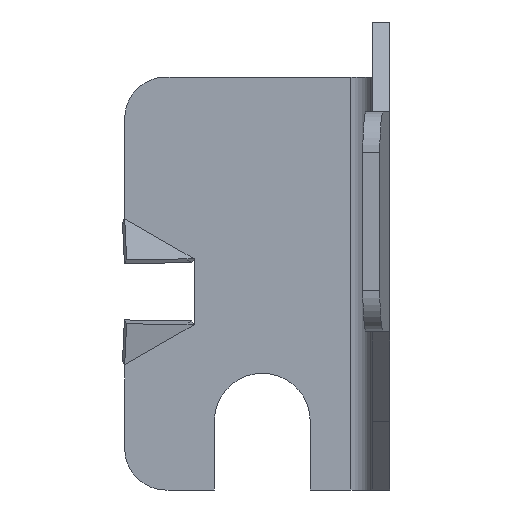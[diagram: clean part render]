
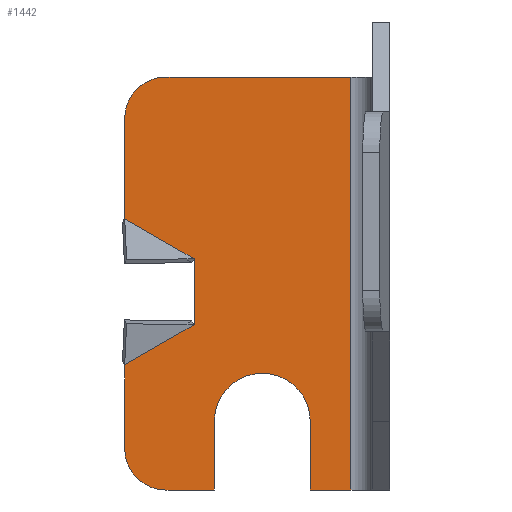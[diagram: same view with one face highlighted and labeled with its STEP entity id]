
A CAD part, left-side view. The second image highlights one B-rep face of the part: STEP entity #1442.
In plain terms, the highlighted planar face has unit normal (-1, 0, 0).
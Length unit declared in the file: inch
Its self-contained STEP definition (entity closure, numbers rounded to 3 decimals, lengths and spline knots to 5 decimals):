
#75 = DIRECTION ( 'NONE',  ( 0., 0., -1. ) ) ;
#76 = DIRECTION ( 'NONE',  ( -1., 0., 0. ) ) ;
#77 = CARTESIAN_POINT ( 'NONE',  ( 0., 0.375, 0.675 ) ) ;
#78 = AXIS2_PLACEMENT_3D ( 'NONE', #77, #76, #75 ) ;
#79 = CIRCLE ( 'NONE', #78, 0.075 ) ;
#290 = DIRECTION ( 'NONE',  ( 0., 0.866, -0.5 ) ) ;
#291 = VECTOR ( 'NONE', #290, 39.37008 ) ;
#292 = CARTESIAN_POINT ( 'NONE',  ( 0., 0.45, 0.22728 ) ) ;
#293 = LINE ( 'NONE', #292, #291 ) ;
#299 = DIRECTION ( 'NONE',  ( 0., -0.866, -0.5 ) ) ;
#300 = VECTOR ( 'NONE', #299, 39.37008 ) ;
#301 = CARTESIAN_POINT ( 'NONE',  ( 0., 0.45, 0.49272 ) ) ;
#302 = LINE ( 'NONE', #301, #300 ) ;
#303 = CARTESIAN_POINT ( 'NONE',  ( 0., 0.32404, 0.42 ) ) ;
#304 = DIRECTION ( 'NONE',  ( 0., 0., -1. ) ) ;
#305 = VECTOR ( 'NONE', #304, 39.37008 ) ;
#306 = CARTESIAN_POINT ( 'NONE',  ( 0., 0.32404, 0.42 ) ) ;
#307 = LINE ( 'NONE', #306, #305 ) ;
#308 = CARTESIAN_POINT ( 'NONE',  ( 0., 0.32404, 0.3 ) ) ;
#319 = CARTESIAN_POINT ( 'NONE',  ( 0., 0.45, 0.49272 ) ) ;
#366 = DIRECTION ( 'NONE',  ( 0., 0., -1. ) ) ;
#367 = DIRECTION ( 'NONE',  ( 1., 0., 0. ) ) ;
#368 = CARTESIAN_POINT ( 'NONE',  ( 0., 0.039, 0.85 ) ) ;
#369 = AXIS2_PLACEMENT_3D ( 'NONE', #368, #367, #366 ) ;
#370 = PLANE ( 'NONE',  #369 ) ;
#371 = FACE_OUTER_BOUND ( 'NONE', #1437, .T. ) ;
#376 = DIRECTION ( 'NONE',  ( 0., 0., -1. ) ) ;
#377 = VECTOR ( 'NONE', #376, 39.37008 ) ;
#378 = CARTESIAN_POINT ( 'NONE',  ( 0., 0.45, 0.85 ) ) ;
#379 = LINE ( 'NONE', #378, #377 ) ;
#380 = CARTESIAN_POINT ( 'NONE',  ( 0., 0.45, 0.675 ) ) ;
#425 = CARTESIAN_POINT ( 'NONE',  ( 0., 0.45, 0.075 ) ) ;
#458 = CARTESIAN_POINT ( 'NONE',  ( 0., 0.45, 0.22728 ) ) ;
#470 = DIRECTION ( 'NONE',  ( 0., 0., -1. ) ) ;
#471 = VECTOR ( 'NONE', #470, 39.37008 ) ;
#472 = CARTESIAN_POINT ( 'NONE',  ( 0., 0.45, 0.85 ) ) ;
#473 = LINE ( 'NONE', #472, #471 ) ;
#478 = CARTESIAN_POINT ( 'NONE',  ( 0., 0.039, 0. ) ) ;
#495 = CARTESIAN_POINT ( 'NONE',  ( 0., 0.113, 0. ) ) ;
#549 = DIRECTION ( 'NONE',  ( 0., -1., 0. ) ) ;
#550 = VECTOR ( 'NONE', #549, 39.37008 ) ;
#551 = CARTESIAN_POINT ( 'NONE',  ( 0., 0.039, 0. ) ) ;
#552 = LINE ( 'NONE', #551, #550 ) ;
#800 = ORIENTED_EDGE ( 'NONE', *, *, #863, .T. ) ;
#802 = EDGE_CURVE ( 'NONE', #1500, #864, #1366, .T. ) ;
#812 = EDGE_CURVE ( 'NONE', #862, #819, #1350, .T. ) ;
#813 = ORIENTED_EDGE ( 'NONE', *, *, #812, .T. ) ;
#815 = ORIENTED_EDGE ( 'NONE', *, *, #818, .T. ) ;
#818 = EDGE_CURVE ( 'NONE', #819, #820, #1344, .T. ) ;
#819 = VERTEX_POINT ( 'NONE', #1345 ) ;
#820 = VERTEX_POINT ( 'NONE', #1339 ) ;
#823 = EDGE_CURVE ( 'NONE', #820, #1530, #1403, .T. ) ;
#830 = ORIENTED_EDGE ( 'NONE', *, *, #823, .T. ) ;
#862 = VERTEX_POINT ( 'NONE', #1666 ) ;
#863 = EDGE_CURVE ( 'NONE', #864, #862, #1722, .T. ) ;
#864 = VERTEX_POINT ( 'NONE', #1718 ) ;
#938 = VERTEX_POINT ( 'NONE', #1845 ) ;
#939 = EDGE_CURVE ( 'NONE', #975, #938, #1844, .T. ) ;
#972 = ORIENTED_EDGE ( 'NONE', *, *, #977, .F. ) ;
#974 = ORIENTED_EDGE ( 'NONE', *, *, #939, .T. ) ;
#975 = VERTEX_POINT ( 'NONE', #1858 ) ;
#977 = EDGE_CURVE ( 'NONE', #975, #1511, #1918, .T. ) ;
#979 = ORIENTED_EDGE ( 'NONE', *, *, #1568, .T. ) ;
#1050 = EDGE_CURVE ( 'NONE', #938, #1438, #79, .T. ) ;
#1051 = ORIENTED_EDGE ( 'NONE', *, *, #1050, .T. ) ;
#1052 = ORIENTED_EDGE ( 'NONE', *, *, #1412, .T. ) ;
#1053 = ORIENTED_EDGE ( 'NONE', *, *, #1440, .T. ) ;
#1339 = CARTESIAN_POINT ( 'NONE',  ( 0., 0.113, 0.125 ) ) ;
#1340 = DIRECTION ( 'NONE',  ( 0., 0., -1. ) ) ;
#1341 = DIRECTION ( 'NONE',  ( 1., 0., 0. ) ) ;
#1342 = CARTESIAN_POINT ( 'NONE',  ( 0., 0.2, 0.125 ) ) ;
#1343 = AXIS2_PLACEMENT_3D ( 'NONE', #1342, #1341, #1340 ) ;
#1344 = CIRCLE ( 'NONE', #1343, 0.087 ) ;
#1345 = CARTESIAN_POINT ( 'NONE',  ( 0., 0.287, 0.125 ) ) ;
#1347 = DIRECTION ( 'NONE',  ( 0., 0., 1. ) ) ;
#1348 = VECTOR ( 'NONE', #1347, 39.37008 ) ;
#1349 = CARTESIAN_POINT ( 'NONE',  ( 0., 0.287, 0.125 ) ) ;
#1350 = LINE ( 'NONE', #1349, #1348 ) ;
#1363 = DIRECTION ( 'NONE',  ( 0., 0., -1. ) ) ;
#1364 = DIRECTION ( 'NONE',  ( -1., 0., 0. ) ) ;
#1365 = AXIS2_PLACEMENT_3D ( 'NONE', #1370, #1364, #1363 ) ;
#1366 = CIRCLE ( 'NONE', #1365, 0.075 ) ;
#1370 = CARTESIAN_POINT ( 'NONE',  ( 0., 0.375, 0.075 ) ) ;
#1400 = DIRECTION ( 'NONE',  ( 0., 0., -1. ) ) ;
#1401 = VECTOR ( 'NONE', #1400, 39.37008 ) ;
#1402 = CARTESIAN_POINT ( 'NONE',  ( 0., 0.113, 0.125 ) ) ;
#1403 = LINE ( 'NONE', #1402, #1401 ) ;
#1408 = VERTEX_POINT ( 'NONE', #308 ) ;
#1409 = ORIENTED_EDGE ( 'NONE', *, *, #1410, .T. ) ;
#1410 = EDGE_CURVE ( 'NONE', #1411, #1408, #307, .T. ) ;
#1411 = VERTEX_POINT ( 'NONE', #303 ) ;
#1412 = EDGE_CURVE ( 'NONE', #1433, #1411, #302, .T. ) ;
#1420 = ORIENTED_EDGE ( 'NONE', *, *, #1421, .T. ) ;
#1421 = EDGE_CURVE ( 'NONE', #1408, #1520, #293, .T. ) ;
#1433 = VERTEX_POINT ( 'NONE', #319 ) ;
#1437 = EDGE_LOOP ( 'NONE', ( #1444, #1443, #800, #813, #815, #830, #979, #972, #974, #1051, #1053, #1052, #1409, #1420 ) ) ;
#1438 = VERTEX_POINT ( 'NONE', #380 ) ;
#1440 = EDGE_CURVE ( 'NONE', #1438, #1433, #379, .T. ) ;
#1442 = ADVANCED_FACE ( 'NONE', ( #371 ), #370, .F. ) ;
#1443 = ORIENTED_EDGE ( 'NONE', *, *, #802, .T. ) ;
#1444 = ORIENTED_EDGE ( 'NONE', *, *, #1514, .T. ) ;
#1500 = VERTEX_POINT ( 'NONE', #425 ) ;
#1511 = VERTEX_POINT ( 'NONE', #478 ) ;
#1514 = EDGE_CURVE ( 'NONE', #1520, #1500, #473, .T. ) ;
#1520 = VERTEX_POINT ( 'NONE', #458 ) ;
#1530 = VERTEX_POINT ( 'NONE', #495 ) ;
#1568 = EDGE_CURVE ( 'NONE', #1530, #1511, #552, .T. ) ;
#1666 = CARTESIAN_POINT ( 'NONE',  ( 0., 0.287, 0. ) ) ;
#1718 = CARTESIAN_POINT ( 'NONE',  ( 0., 0.375, 0. ) ) ;
#1719 = DIRECTION ( 'NONE',  ( 0., -1., 0. ) ) ;
#1720 = VECTOR ( 'NONE', #1719, 39.37008 ) ;
#1721 = CARTESIAN_POINT ( 'NONE',  ( 0., 0.039, 0. ) ) ;
#1722 = LINE ( 'NONE', #1721, #1720 ) ;
#1841 = DIRECTION ( 'NONE',  ( 0., 1., 0. ) ) ;
#1842 = VECTOR ( 'NONE', #1841, 39.37008 ) ;
#1843 = CARTESIAN_POINT ( 'NONE',  ( 0., 0.039, 0.75 ) ) ;
#1844 = LINE ( 'NONE', #1843, #1842 ) ;
#1845 = CARTESIAN_POINT ( 'NONE',  ( 0., 0.375, 0.75 ) ) ;
#1858 = CARTESIAN_POINT ( 'NONE',  ( 0., 0.039, 0.75 ) ) ;
#1915 = DIRECTION ( 'NONE',  ( 0., 0., -1. ) ) ;
#1916 = VECTOR ( 'NONE', #1915, 39.37008 ) ;
#1917 = CARTESIAN_POINT ( 'NONE',  ( 0., 0.039, 0.85 ) ) ;
#1918 = LINE ( 'NONE', #1917, #1916 ) ;
